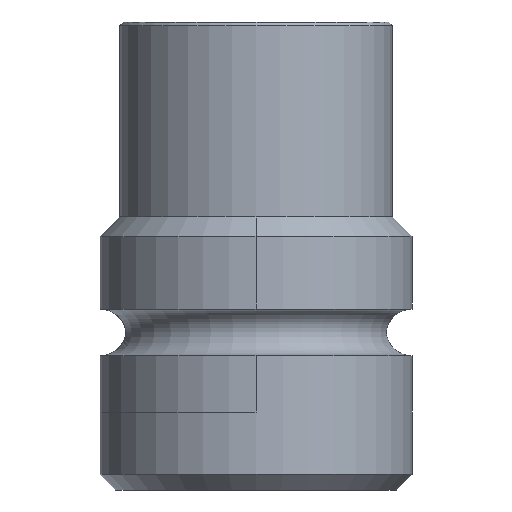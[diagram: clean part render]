
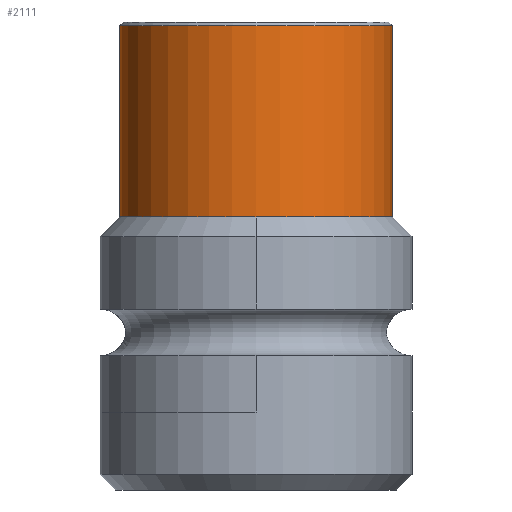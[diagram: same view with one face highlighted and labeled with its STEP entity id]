
A CAD part, left-side view. The second image highlights one B-rep face of the part: STEP entity #2111.
In plain terms, the highlighted cylindrical face has radius 17.5 mm (diameter 35 mm), a partial arc.
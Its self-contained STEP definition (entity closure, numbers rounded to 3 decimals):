
#899=CARTESIAN_POINT('',(0.,0.,25.));
#900=DIRECTION('',(0.,0.,1.));
#901=DIRECTION('',(0.,1.,0.));
#902=AXIS2_PLACEMENT_3D('',#899,#900,#901);
#904=CARTESIAN_POINT('',(0.,0.,49.5));
#905=DIRECTION('',(0.,0.,1.));
#906=DIRECTION('',(0.,1.,0.));
#907=AXIS2_PLACEMENT_3D('',#904,#905,#906);
#909=CARTESIAN_POINT('',(0.,0.,25.));
#910=DIRECTION('',(0.,0.,1.));
#911=DIRECTION('',(-1.,0.,0.));
#912=AXIS2_PLACEMENT_3D('',#909,#910,#911);
#928=DIRECTION('',(0.,0.,1.));
#929=VECTOR('',#928,24.5);
#930=CARTESIAN_POINT('',(0.,-17.5,25.));
#931=LINE('',#930,#929);
#937=DIRECTION('',(0.,0.,1.));
#938=VECTOR('',#937,24.5);
#939=CARTESIAN_POINT('',(0.,17.5,25.));
#940=LINE('',#939,#938);
#1070=CARTESIAN_POINT('',(0.,-17.5,49.5));
#1071=CARTESIAN_POINT('',(0.,17.5,49.5));
#1072=VERTEX_POINT('',#1070);
#1073=VERTEX_POINT('',#1071);
#1166=CARTESIAN_POINT('',(0.,17.5,25.));
#1168=VERTEX_POINT('',#1166);
#1169=CARTESIAN_POINT('',(-17.5,0.,25.));
#1170=VERTEX_POINT('',#1169);
#1175=CARTESIAN_POINT('',(0.,-17.5,25.));
#1176=VERTEX_POINT('',#1175);
#2095=CARTESIAN_POINT('',(0.,0.,23.75));
#2096=DIRECTION('',(0.,0.,1.));
#2097=DIRECTION('',(0.,1.,0.));
#2098=AXIS2_PLACEMENT_3D('',#2095,#2096,#2097);
#2099=CYLINDRICAL_SURFACE('',#2098,17.5);
#2101=ORIENTED_EDGE('',*,*,#2100,.F.);
#2103=ORIENTED_EDGE('',*,*,#2102,.T.);
#2104=ORIENTED_EDGE('',*,*,#2089,.T.);
#2106=ORIENTED_EDGE('',*,*,#2105,.F.);
#2108=ORIENTED_EDGE('',*,*,#2107,.F.);
#2109=EDGE_LOOP('',(#2101,#2103,#2104,#2106,#2108));
#2110=FACE_OUTER_BOUND('',#2109,.F.);
#2111=ADVANCED_FACE('',(#2110),#2099,.T.);
#903=CIRCLE('',#902,17.5);
#908=CIRCLE('',#907,17.5);
#913=CIRCLE('',#912,17.5);
#2089=EDGE_CURVE('',#1073,#1072,#908,.T.);
#2100=EDGE_CURVE('',#1168,#1170,#903,.T.);
#2102=EDGE_CURVE('',#1168,#1073,#940,.T.);
#2105=EDGE_CURVE('',#1176,#1072,#931,.T.);
#2107=EDGE_CURVE('',#1170,#1176,#913,.T.);
